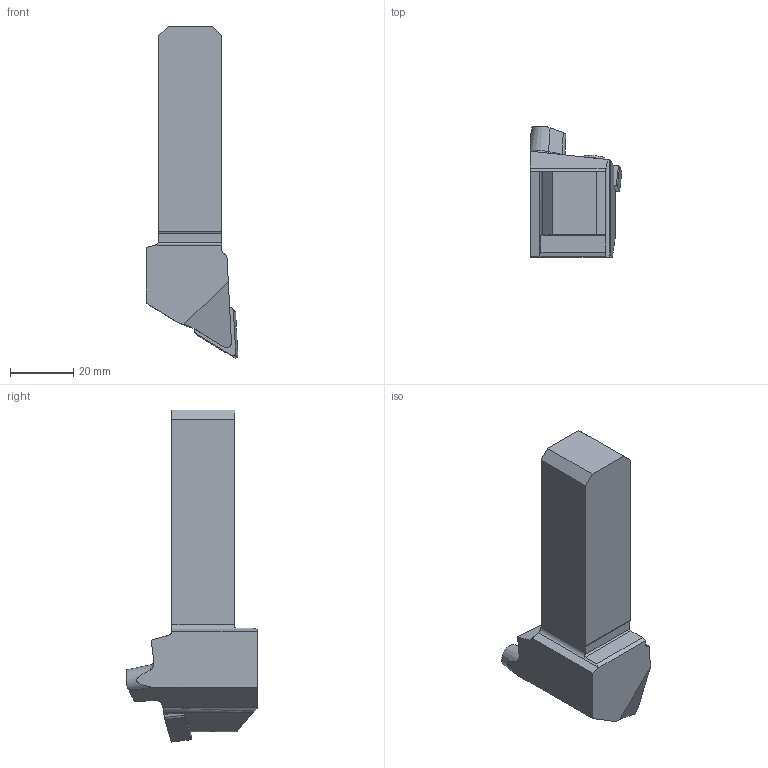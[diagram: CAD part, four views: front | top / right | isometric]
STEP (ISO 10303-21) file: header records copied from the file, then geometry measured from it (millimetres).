
FILE_DESCRIPTION(/* description */ (''),/* implementation_level */ '2;1');
FILE_NAME(/* name */ 'toolassembly_1.stp',/* time_stamp */ '2018-11-02T08:33:18+01:00',/* author */ (''),/* organization */ ('SMS'),/* preprocessor_version */ 'ST-DEVELOPER v15',/* originating_system */ 'SIEMENS PLM Software NX 8.5',/* authorisation */ '');
FILE_SCHEMA (('AUTOMOTIVE_DESIGN { 1 0 10303 214 3 1 1 1 }'));
Length unit declared in the file: millimetre
Products named in the file (4): IsoTurningInsert; ASSEMBLY_CONSTRUCTION; NOCUT; TOOLASSEMBLY_1
Assembly tree (3 placements, depth 2):
  TOOLASSEMBLY_1
    NOCUT
    ASSEMBLY_CONSTRUCTION
    IsoTurningInsert
Bounding box: 29 x 41.17 x 105 mm (x, y, z)
Volume: 48316.3 mm3; surface area: 11039.8 mm2
Topology: 2 solids, 2 shells, 81 faces, 219 edges, 150 vertices
Faces by surface type: plane 45, cylinder 20, cone 8, torus 6, extrusion 2
Full cylindrical faces by diameter (mm): 5.156 x2, 8 x1
Entity records: 2937 total; most frequent: CARTESIAN_POINT 758, DIRECTION 423, ORIENTED_EDGE 422, EDGE_CURVE 211, AXIS2_PLACEMENT_3D 152, VERTEX_POINT 142, VECTOR 119, LINE 117
